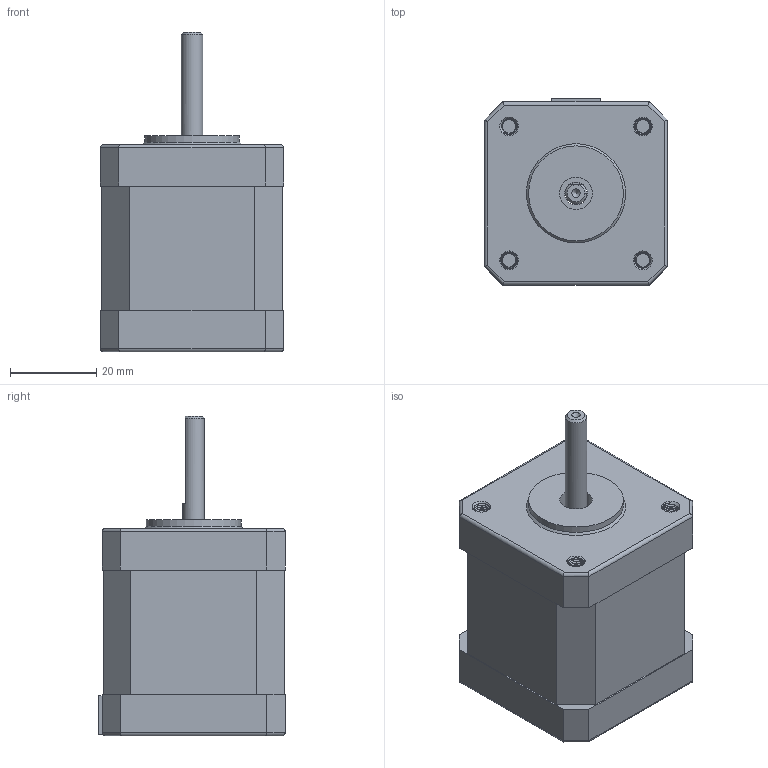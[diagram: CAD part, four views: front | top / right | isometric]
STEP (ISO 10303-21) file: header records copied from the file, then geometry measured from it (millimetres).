
FILE_DESCRIPTION(/* description */ (''),/* implementation_level */ '2;1');
FILE_NAME(/* name */ 'Nema 17 groot v1.step',/* time_stamp */ '2024-03-11T22:19:22+01:00',/* author */ (''),/* organization */ (''),/* preprocessor_version */ 'ST-DEVELOPER v20',/* originating_system */ 'Autodesk Translation Framework v12.20.1.177',/* authorisation */ '');
FILE_SCHEMA (('AUTOMOTIVE_DESIGN { 1 0 10303 214 3 1 1 }'));
Length unit declared in the file: millimetre
Products named in the file (2): Nema 17 groot; 6627T91_Stepper Motor
Assembly tree (1 placements, depth 2):
  Nema 17 groot
    6627T91_Stepper Motor
Bounding box: 42.4 x 43.16 x 74.04 mm (x, y, z)
Volume: 81510.4 mm3; surface area: 21910.1 mm2
Topology: 8 solids, 8 shells, 305 faces, 807 edges, 530 vertices
Faces by surface type: cylinder 146, plane 131, cone 12, bspline 12, torus 4
Full cylindrical faces by diameter (mm): 3.81 x75, 3.864 x24, 5 x1, 5.254 x3, 6.35 x8, 7.54 x1, 10.334 x1, 21.97 x1
Entity records: 31464 total; most frequent: CARTESIAN_POINT 24260, ORIENTED_EDGE 1612, DIRECTION 1289, EDGE_CURVE 806, VERTEX_POINT 530, AXIS2_PLACEMENT_3D 450, LINE 389, VECTOR 389
